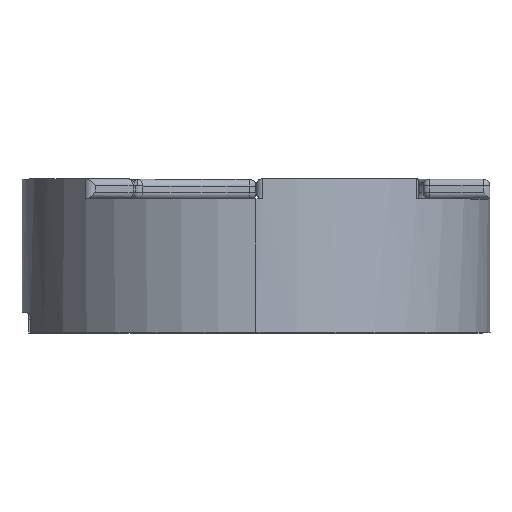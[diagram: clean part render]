
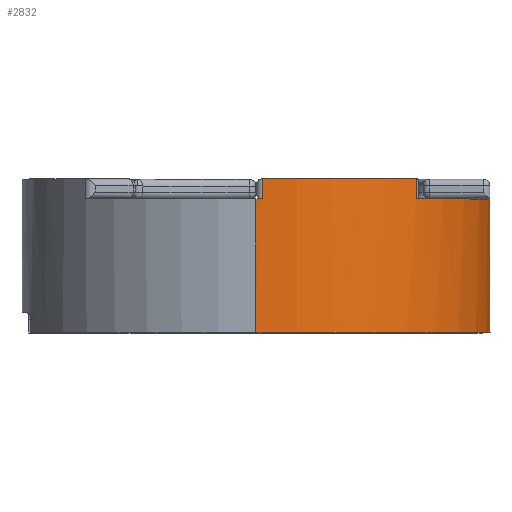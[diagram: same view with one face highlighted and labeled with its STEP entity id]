
A CAD part, top view. The second image highlights one B-rep face of the part: STEP entity #2832.
In plain terms, the highlighted cylindrical face has radius 35 mm (diameter 70 mm), a partial arc.
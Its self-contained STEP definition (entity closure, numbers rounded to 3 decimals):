
#16 = CARTESIAN_POINT ( 'NONE',  ( -58.897, 23., -41.236 ) ) ;
#85 = CARTESIAN_POINT ( 'NONE',  ( -58.897, 20., -76.236 ) ) ;
#138 = ORIENTED_EDGE ( 'NONE', *, *, #2981, .F. ) ;
#145 = CARTESIAN_POINT ( 'NONE',  ( -58.897, 20., -41.236 ) ) ;
#157 = DIRECTION ( 'NONE',  ( 0., 1., 0. ) ) ;
#185 = CARTESIAN_POINT ( 'NONE',  ( -57.868, 20., -6.251 ) ) ;
#213 = DIRECTION ( 'NONE',  ( 0., 0., 1. ) ) ;
#219 = VERTEX_POINT ( 'NONE', #3355 ) ;
#276 = DIRECTION ( 'NONE',  ( 0., 0., 1. ) ) ;
#289 = VERTEX_POINT ( 'NONE', #1016 ) ;
#291 = EDGE_CURVE ( 'NONE', #2494, #1269, #3224, .T. ) ;
#312 = VERTEX_POINT ( 'NONE', #2675 ) ;
#344 = EDGE_CURVE ( 'NONE', #456, #1311, #1765, .T. ) ;
#365 = ORIENTED_EDGE ( 'NONE', *, *, #2510, .T. ) ;
#378 = CARTESIAN_POINT ( 'NONE',  ( -33.431, 22., -65.246 ) ) ;
#440 = ORIENTED_EDGE ( 'NONE', *, *, #2004, .T. ) ;
#445 = CARTESIAN_POINT ( 'NONE',  ( -34.887, 20., -15.77 ) ) ;
#455 = ORIENTED_EDGE ( 'NONE', *, *, #344, .F. ) ;
#456 = VERTEX_POINT ( 'NONE', #445 ) ;
#489 = CIRCLE ( 'NONE', #2656, 35. ) ;
#497 = CARTESIAN_POINT ( 'NONE',  ( -33.431, 20., -65.246 ) ) ;
#606 = EDGE_CURVE ( 'NONE', #2627, #2494, #1710, .T. ) ;
#639 = LINE ( 'NONE', #3046, #3062 ) ;
#647 = DIRECTION ( 'NONE',  ( 0., 1., 0. ) ) ;
#666 = CIRCLE ( 'NONE', #1664, 35. ) ;
#711 = DIRECTION ( 'NONE',  ( 0., -1., 0. ) ) ;
#740 = CARTESIAN_POINT ( 'NONE',  ( -34.887, 23., -15.77 ) ) ;
#741 = VERTEX_POINT ( 'NONE', #185 ) ;
#789 = VERTEX_POINT ( 'NONE', #740 ) ;
#807 = CARTESIAN_POINT ( 'NONE',  ( -34.887, 23., -15.77 ) ) ;
#831 = EDGE_CURVE ( 'NONE', #219, #741, #1533, .T. ) ;
#843 = ORIENTED_EDGE ( 'NONE', *, *, #2312, .F. ) ;
#882 = CARTESIAN_POINT ( 'NONE',  ( -23.912, 22., -42.265 ) ) ;
#904 = VERTEX_POINT ( 'NONE', #2968 ) ;
#922 = EDGE_CURVE ( 'NONE', #2627, #2112, #1451, .T. ) ;
#931 = CARTESIAN_POINT ( 'NONE',  ( -23.912, 20., -42.265 ) ) ;
#958 = ORIENTED_EDGE ( 'NONE', *, *, #831, .T. ) ;
#965 = CARTESIAN_POINT ( 'NONE',  ( -33.431, 23., -65.246 ) ) ;
#988 = VECTOR ( 'NONE', #157, 1000. ) ;
#1016 = CARTESIAN_POINT ( 'NONE',  ( -58.897, 0., -76.236 ) ) ;
#1035 = CARTESIAN_POINT ( 'NONE',  ( -58.897, 20., -41.236 ) ) ;
#1061 = ORIENTED_EDGE ( 'NONE', *, *, #291, .T. ) ;
#1071 = FACE_OUTER_BOUND ( 'NONE', #1513, .T. ) ;
#1269 = VERTEX_POINT ( 'NONE', #882 ) ;
#1309 = VECTOR ( 'NONE', #2644, 1000. ) ;
#1311 = VERTEX_POINT ( 'NONE', #931 ) ;
#1331 = AXIS2_PLACEMENT_3D ( 'NONE', #16, #2728, #3225 ) ;
#1359 = LINE ( 'NONE', #807, #1309 ) ;
#1361 = ORIENTED_EDGE ( 'NONE', *, *, #3033, .T. ) ;
#1446 = LINE ( 'NONE', #1960, #3398 ) ;
#1451 = CIRCLE ( 'NONE', #2048, 35. ) ;
#1460 = LINE ( 'NONE', #85, #2357 ) ;
#1461 = DIRECTION ( 'NONE',  ( 0., -1., 0. ) ) ;
#1489 = ORIENTED_EDGE ( 'NONE', *, *, #922, .F. ) ;
#1496 = DIRECTION ( 'NONE',  ( -1., 0., 0. ) ) ;
#1513 = EDGE_LOOP ( 'NONE', ( #1776, #1867, #440, #138, #1489, #1727, #1061, #365, #455, #1361, #843, #958 ) ) ;
#1533 = LINE ( 'NONE', #1572, #3455 ) ;
#1549 = CIRCLE ( 'NONE', #1331, 35. ) ;
#1572 = CARTESIAN_POINT ( 'NONE',  ( -57.868, 23., -6.251 ) ) ;
#1601 = CARTESIAN_POINT ( 'NONE',  ( -58.897, 20., -41.236 ) ) ;
#1623 = CARTESIAN_POINT ( 'NONE',  ( -58.897, 20., -41.236 ) ) ;
#1644 = DIRECTION ( 'NONE',  ( 0., -1., 0. ) ) ;
#1664 = AXIS2_PLACEMENT_3D ( 'NONE', #2244, #647, #1496 ) ;
#1700 = EDGE_CURVE ( 'NONE', #312, #904, #639, .T. ) ;
#1710 = LINE ( 'NONE', #965, #988 ) ;
#1727 = ORIENTED_EDGE ( 'NONE', *, *, #606, .T. ) ;
#1735 = DIRECTION ( 'NONE',  ( 0., -1., 0. ) ) ;
#1742 = EDGE_CURVE ( 'NONE', #312, #741, #489, .T. ) ;
#1765 = CIRCLE ( 'NONE', #2595, 35. ) ;
#1776 = ORIENTED_EDGE ( 'NONE', *, *, #1742, .F. ) ;
#1852 = AXIS2_PLACEMENT_3D ( 'NONE', #145, #1735, #2504 ) ;
#1866 = CARTESIAN_POINT ( 'NONE',  ( -58.897, 22., -41.236 ) ) ;
#1867 = ORIENTED_EDGE ( 'NONE', *, *, #1700, .T. ) ;
#1898 = DIRECTION ( 'NONE',  ( 0., 1., 0. ) ) ;
#1960 = CARTESIAN_POINT ( 'NONE',  ( -23.912, 23., -42.265 ) ) ;
#2004 = EDGE_CURVE ( 'NONE', #904, #289, #666, .T. ) ;
#2048 = AXIS2_PLACEMENT_3D ( 'NONE', #1623, #1898, #2952 ) ;
#2112 = VERTEX_POINT ( 'NONE', #3076 ) ;
#2244 = CARTESIAN_POINT ( 'NONE',  ( -58.897, 0., -41.236 ) ) ;
#2312 = EDGE_CURVE ( 'NONE', #219, #789, #1549, .T. ) ;
#2357 = VECTOR ( 'NONE', #1644, 1000. ) ;
#2494 = VERTEX_POINT ( 'NONE', #378 ) ;
#2504 = DIRECTION ( 'NONE',  ( 0., 0., -1. ) ) ;
#2510 = EDGE_CURVE ( 'NONE', #1269, #1311, #1446, .T. ) ;
#2595 = AXIS2_PLACEMENT_3D ( 'NONE', #1035, #3170, #3189 ) ;
#2600 = DIRECTION ( 'NONE',  ( 0., -1., 0. ) ) ;
#2627 = VERTEX_POINT ( 'NONE', #497 ) ;
#2641 = DIRECTION ( 'NONE',  ( 0., 1., 0. ) ) ;
#2644 = DIRECTION ( 'NONE',  ( 0., 1., 0. ) ) ;
#2656 = AXIS2_PLACEMENT_3D ( 'NONE', #1601, #2641, #276 ) ;
#2675 = CARTESIAN_POINT ( 'NONE',  ( -58.897, 20., -6.236 ) ) ;
#2728 = DIRECTION ( 'NONE',  ( 0., 1., 0. ) ) ;
#2826 = AXIS2_PLACEMENT_3D ( 'NONE', #1866, #2600, #213 ) ;
#2832 = ADVANCED_FACE ( 'NONE', ( #1071 ), #3352, .T. ) ;
#2872 = DIRECTION ( 'NONE',  ( 0., -1., 0. ) ) ;
#2952 = DIRECTION ( 'NONE',  ( 0., 0., 1. ) ) ;
#2968 = CARTESIAN_POINT ( 'NONE',  ( -58.897, 0., -6.236 ) ) ;
#2981 = EDGE_CURVE ( 'NONE', #2112, #289, #1460, .T. ) ;
#3033 = EDGE_CURVE ( 'NONE', #456, #789, #1359, .T. ) ;
#3046 = CARTESIAN_POINT ( 'NONE',  ( -58.897, 20., -6.236 ) ) ;
#3062 = VECTOR ( 'NONE', #1461, 1000. ) ;
#3076 = CARTESIAN_POINT ( 'NONE',  ( -58.897, 20., -76.236 ) ) ;
#3170 = DIRECTION ( 'NONE',  ( 0., 1., 0. ) ) ;
#3189 = DIRECTION ( 'NONE',  ( 0., 0., 1. ) ) ;
#3224 = CIRCLE ( 'NONE', #2826, 35. ) ;
#3225 = DIRECTION ( 'NONE',  ( 0., 0., 1. ) ) ;
#3352 = CYLINDRICAL_SURFACE ( 'NONE', #1852, 35. ) ;
#3355 = CARTESIAN_POINT ( 'NONE',  ( -57.868, 23., -6.251 ) ) ;
#3398 = VECTOR ( 'NONE', #711, 1000. ) ;
#3455 = VECTOR ( 'NONE', #2872, 1000. ) ;
